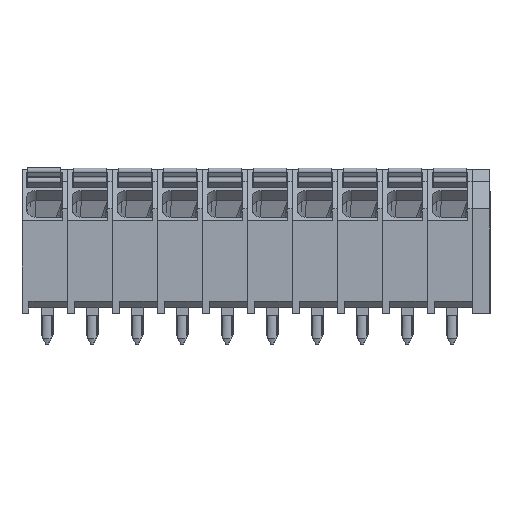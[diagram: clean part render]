
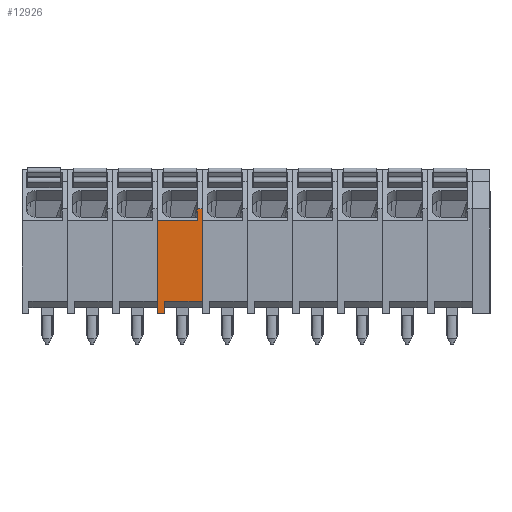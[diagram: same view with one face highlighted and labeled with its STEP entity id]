
A CAD part, front view. The second image highlights one B-rep face of the part: STEP entity #12926.
In plain terms, the highlighted planar face has unit normal (0, -1, 0).
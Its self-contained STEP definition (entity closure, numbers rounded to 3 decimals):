
#960=ORIENTED_EDGE('',*,*,#4766,.T.);
#961=ORIENTED_EDGE('',*,*,#4767,.T.);
#962=ORIENTED_EDGE('',*,*,#4576,.F.);
#963=ORIENTED_EDGE('',*,*,#4768,.T.);
#964=ORIENTED_EDGE('',*,*,#4769,.T.);
#965=ORIENTED_EDGE('',*,*,#4629,.T.);
#966=ORIENTED_EDGE('',*,*,#4658,.T.);
#967=ORIENTED_EDGE('',*,*,#4770,.F.);
#4576=EDGE_CURVE('',#6484,#6485,#7756,.T.);
#4629=EDGE_CURVE('',#6529,#6528,#7800,.T.);
#4658=EDGE_CURVE('',#6528,#6554,#7823,.T.);
#4766=EDGE_CURVE('',#6660,#6661,#7911,.T.);
#4767=EDGE_CURVE('',#6661,#6485,#7912,.T.);
#4768=EDGE_CURVE('',#6484,#6662,#7913,.T.);
#4769=EDGE_CURVE('',#6662,#6529,#7914,.T.);
#4770=EDGE_CURVE('',#6660,#6554,#7915,.T.);
#6484=VERTEX_POINT('',#18681);
#6485=VERTEX_POINT('',#18683);
#6528=VERTEX_POINT('',#18783);
#6529=VERTEX_POINT('',#18785);
#6554=VERTEX_POINT('',#18848);
#6660=VERTEX_POINT('',#19075);
#6661=VERTEX_POINT('',#19076);
#6662=VERTEX_POINT('',#19079);
#7756=LINE('',#18682,#9287);
#7800=LINE('',#18784,#9331);
#7823=LINE('',#18849,#9354);
#7911=LINE('',#19074,#9442);
#7912=LINE('',#19077,#9443);
#7913=LINE('',#19078,#9444);
#7914=LINE('',#19080,#9445);
#7915=LINE('',#19081,#9446);
#9287=VECTOR('',#14904,1000.);
#9331=VECTOR('',#14976,1000.);
#9354=VECTOR('',#15015,1000.);
#9442=VECTOR('',#15167,1000.);
#9443=VECTOR('',#15168,1000.);
#9444=VECTOR('',#15169,1000.);
#9445=VECTOR('',#15170,1000.);
#9446=VECTOR('',#15171,1000.);
#10796=EDGE_LOOP('',(#960,#961,#962,#963,#964,#965,#966,#967));
#11598=FACE_BOUND('',#10796,.T.);
#12385=PLANE('',#13772);
#12926=ADVANCED_FACE('',(#11598),#12385,.F.);
#13772=AXIS2_PLACEMENT_3D('',#19073,#15165,#15166);
#14904=DIRECTION('',(0.,0.,-1.));
#14976=DIRECTION('',(-1.,0.,0.));
#15015=DIRECTION('',(0.,0.,-1.));
#15165=DIRECTION('',(0.,1.,0.));
#15166=DIRECTION('',(0.,0.,1.));
#15167=DIRECTION('',(0.,0.,1.));
#15168=DIRECTION('',(1.,0.,0.));
#15169=DIRECTION('',(-1.,0.,0.));
#15170=DIRECTION('',(0.,0.,-1.));
#15171=DIRECTION('',(-1.,0.,0.));
#18681=CARTESIAN_POINT('',(1.905,-6.,4.85));
#18682=CARTESIAN_POINT('',(1.905,-6.,4.85));
#18683=CARTESIAN_POINT('',(1.905,-6.,-2.99));
#18783=CARTESIAN_POINT('',(-1.905,-6.,3.86));
#18784=CARTESIAN_POINT('',(1.495,-6.,3.86));
#18785=CARTESIAN_POINT('',(1.495,-6.,3.86));
#18848=CARTESIAN_POINT('',(-1.905,-6.,-4.));
#18849=CARTESIAN_POINT('',(-1.905,-6.,4.85));
#19073=CARTESIAN_POINT('',(1.905,-6.,4.85));
#19074=CARTESIAN_POINT('',(-1.305,-6.,-4.));
#19075=CARTESIAN_POINT('',(-1.305,-6.,-4.));
#19076=CARTESIAN_POINT('',(-1.305,-6.,-2.99));
#19077=CARTESIAN_POINT('',(1.905,-6.,-2.99));
#19078=CARTESIAN_POINT('',(1.905,-6.,4.85));
#19079=CARTESIAN_POINT('',(1.495,-6.,4.85));
#19080=CARTESIAN_POINT('',(1.495,-6.,3.86));
#19081=CARTESIAN_POINT('',(1.905,-6.,-4.));
